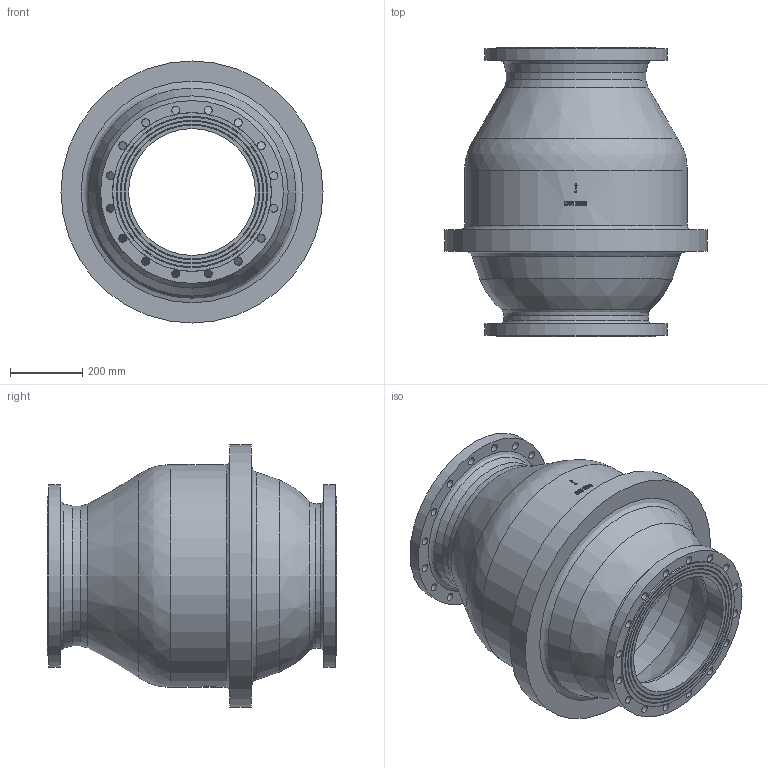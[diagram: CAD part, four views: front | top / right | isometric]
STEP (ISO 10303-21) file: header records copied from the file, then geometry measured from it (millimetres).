
FILE_DESCRIPTION((''),'2;1');
FILE_NAME('ONDASTOP DN 350 PN 10 SHAPE.stp','2018-10-26T11:49:16',('BonifantiL'),(''),'Autodesk Inventor 2008','Autodesk Inventor 2008','');
FILE_SCHEMA(('AUTOMOTIVE_DESIGN { 1 0 10303 214 1 1 1 1 }'));
Length unit declared in the file: millimetre
Products named in the file (1): ONDASTOP DN 350 PN 10 SHAPE
Bounding box: 724 x 800 x 724 mm (x, y, z)
Volume: 38372336.4 mm3; surface area: 3407132.6 mm2
Topology: 1 solids, 1 shells, 576 faces, 1572 edges, 1029 vertices
Faces by surface type: plane 278, bspline 186, cylinder 93, cone 17, torus 2
Full cylindrical faces by diameter (mm): 22 x32, 350 x2, 386 x1, 438 x2, 505 x2, 518 x1, 580 x1, 616 x1, 724 x1
Entity records: 21652 total; most frequent: CARTESIAN_POINT 8253, ORIENTED_EDGE 2932, DIRECTION 2373, EDGE_CURVE 1466, VERTEX_POINT 995, AXIS2_PLACEMENT_3D 868, EDGE_LOOP 745, VECTOR 637
